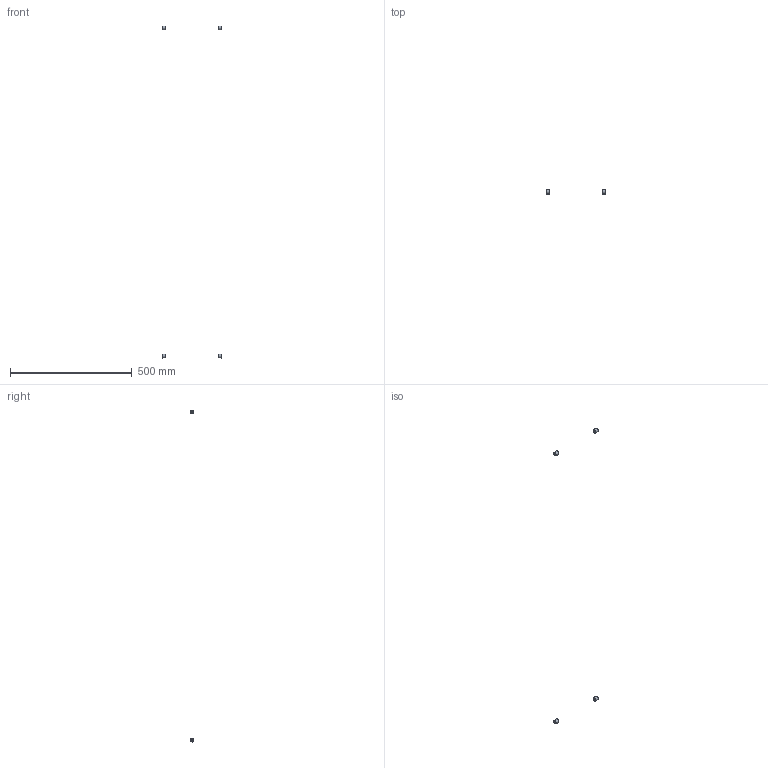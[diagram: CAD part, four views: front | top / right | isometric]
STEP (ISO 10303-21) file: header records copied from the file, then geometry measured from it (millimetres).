
FILE_DESCRIPTION( ( '' ), ' ' );
FILE_NAME( '5de775c4f078021554d38112.step', '2019-12-04T09:00:52', ( '' ), ( '' ), ' ', ' ', ' ' );
FILE_SCHEMA( ( 'AUTOMOTIVE_DESIGN { 1 0 10303 214 1 1 1 1 }' ) );
Length unit declared in the file: metre
Products named in the file (4): Part 33; Part 71; Part 30; Part 70
Bounding box: 245.15 x 15.24 x 1361.44 mm (x, y, z)
Volume: 7641.8 mm3; surface area: 5776.5 mm2
Topology: 4 solids, 4 shells, 16 faces, 28 edges, 20 vertices
Faces by surface type: plane 8, cylinder 8
Full cylindrical faces by diameter (mm): 8.89 x4, 15.24 x4
Entity records: 514 total; most frequent: DIRECTION 72, CARTESIAN_POINT 52, AXIS2_PLACEMENT_3D 36, EDGE_LOOP 32, ORIENTED_EDGE 32, FACE_OUTER_BOUND 24, STYLED_ITEM 16, PRESENTATION_STYLE_ASSIGNMENT 16
